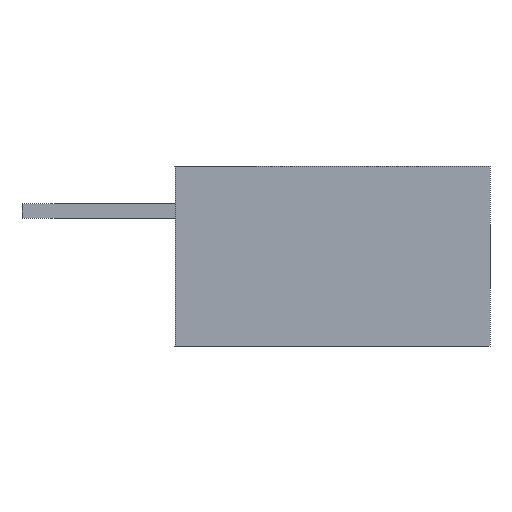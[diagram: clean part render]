
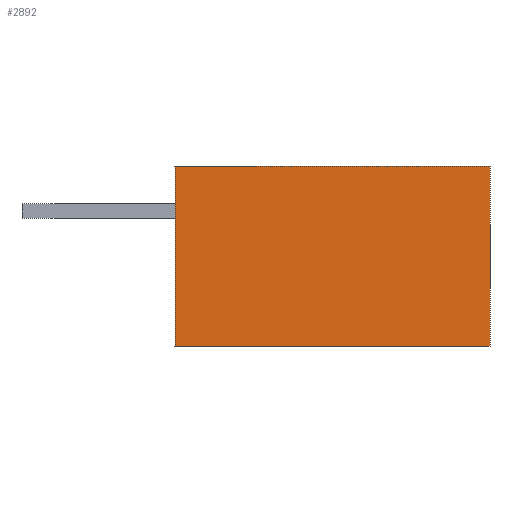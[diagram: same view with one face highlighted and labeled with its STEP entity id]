
A CAD part, left-side view. The second image highlights one B-rep face of the part: STEP entity #2892.
In plain terms, the highlighted planar face has unit normal (-1, 0, 0).
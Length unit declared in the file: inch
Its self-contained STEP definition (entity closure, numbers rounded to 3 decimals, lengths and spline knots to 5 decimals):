
#219=ORIENTED_EDGE('',*,*,#968,.T.);
#220=ORIENTED_EDGE('',*,*,#950,.F.);
#221=ORIENTED_EDGE('',*,*,#1029,.F.);
#222=ORIENTED_EDGE('',*,*,#955,.T.);
#950=EDGE_CURVE('',#1378,#1379,#1658,.T.);
#955=EDGE_CURVE('',#1384,#1383,#1663,.T.);
#968=EDGE_CURVE('',#1383,#1379,#1676,.T.);
#1029=EDGE_CURVE('',#1384,#1378,#1737,.T.);
#1378=VERTEX_POINT('',#4004);
#1379=VERTEX_POINT('',#4006);
#1383=VERTEX_POINT('',#4015);
#1384=VERTEX_POINT('',#4017);
#1658=LINE('',#4005,#2054);
#1663=LINE('',#4016,#2059);
#1676=LINE('',#4042,#2072);
#1737=LINE('',#4159,#2133);
#2054=VECTOR('',#3240,39.37008);
#2059=VECTOR('',#3247,39.37008);
#2072=VECTOR('',#3264,39.37008);
#2133=VECTOR('',#3361,39.37008);
#2464=EDGE_LOOP('',(#219,#220,#221,#222));
#2616=FACE_BOUND('',#2464,.T.);
#2764=PLANE('',#3062);
#2892=ADVANCED_FACE('',(#2616),#2764,.F.);
#3062=AXIS2_PLACEMENT_3D('',#4197,#3381,#3382);
#3240=DIRECTION('',(0.,-1.,0.));
#3247=DIRECTION('',(0.,-1.,0.));
#3264=DIRECTION('',(0.,0.,1.));
#3361=DIRECTION('',(0.,0.,1.));
#3381=DIRECTION('',(1.,0.,0.));
#3382=DIRECTION('',(0.,0.,-1.));
#4004=CARTESIAN_POINT('',(-0.21,0.35,0.1));
#4005=CARTESIAN_POINT('',(-0.21,0.35,0.1));
#4006=CARTESIAN_POINT('',(-0.21,0.,0.1));
#4015=CARTESIAN_POINT('',(-0.21,0.,-0.1));
#4016=CARTESIAN_POINT('',(-0.21,0.35,-0.1));
#4017=CARTESIAN_POINT('',(-0.21,0.35,-0.1));
#4042=CARTESIAN_POINT('',(-0.21,0.,-0.1));
#4159=CARTESIAN_POINT('',(-0.21,0.35,-0.1));
#4197=CARTESIAN_POINT('',(-0.21,0.35,-0.1));
